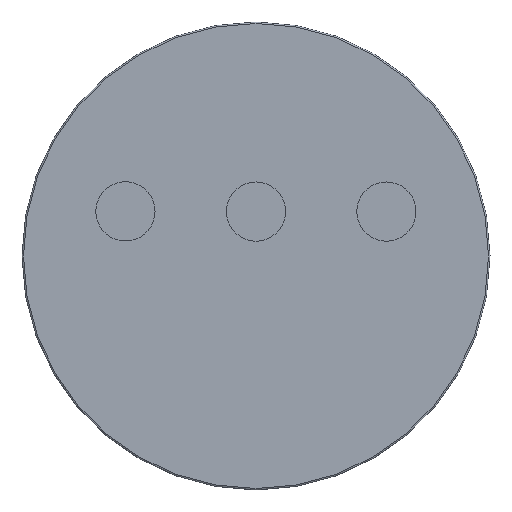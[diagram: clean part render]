
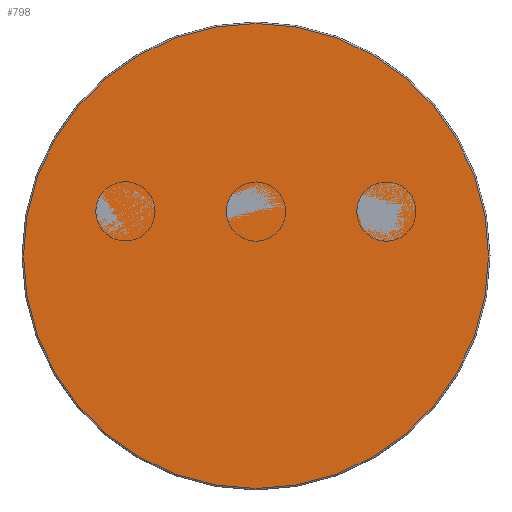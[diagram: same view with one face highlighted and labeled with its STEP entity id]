
A CAD part, left-side view. The second image highlights one B-rep face of the part: STEP entity #798.
In plain terms, the highlighted planar face has unit normal (-1, 0, 0).
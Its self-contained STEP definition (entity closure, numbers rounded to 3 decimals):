
#138=PLANE('',#1126);
#164=ORIENTED_EDGE('',*,*,#346,.T.);
#346=EDGE_CURVE('',#437,#437,#511,.F.);
#437=VERTEX_POINT('',#1491);
#511=CIRCLE('',#1127,78.482);
#561=EDGE_LOOP('',(#164));
#674=FACE_BOUND('',#561,.T.);
#798=ADVANCED_FACE('',(#674),#138,.F.);
#1126=AXIS2_PLACEMENT_3D('',#1489,#1252,#1253);
#1127=AXIS2_PLACEMENT_3D('',#1490,#1254,#1255);
#1252=DIRECTION('',(1.,0.,0.));
#1253=DIRECTION('',(0.,1.,0.));
#1254=DIRECTION('',(1.,0.,0.));
#1255=DIRECTION('',(0.,1.,0.));
#1489=CARTESIAN_POINT('',(74.75,0.,0.));
#1490=CARTESIAN_POINT('',(74.75,0.,0.));
#1491=CARTESIAN_POINT('',(74.75,78.482,0.));
